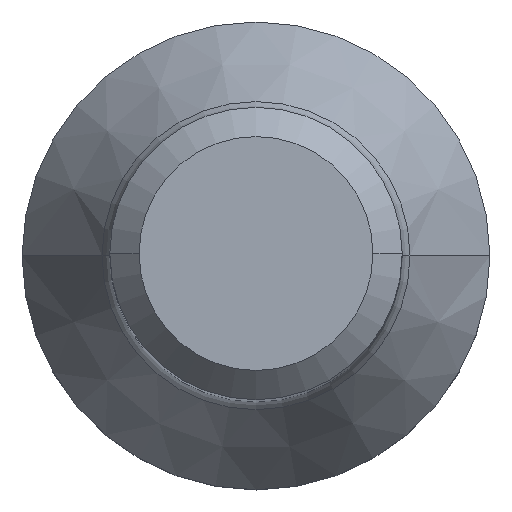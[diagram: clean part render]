
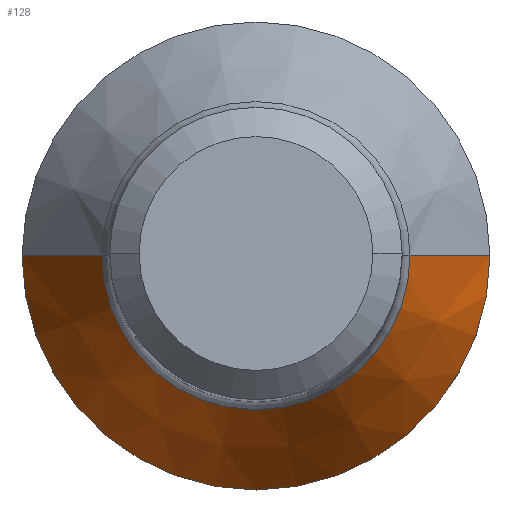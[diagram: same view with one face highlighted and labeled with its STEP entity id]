
A CAD part, top view. The second image highlights one B-rep face of the part: STEP entity #128.
In plain terms, the highlighted conical face has half-angle 30 degrees and reference radius 3.317 mm.
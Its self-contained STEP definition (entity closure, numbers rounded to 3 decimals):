
#74=CONICAL_SURFACE('',#516,3.317,30.);
#81=LINE('',#730,#103);
#82=LINE('',#734,#104);
#103=VECTOR('',#595,1.);
#104=VECTOR('',#598,1.);
#128=ADVANCED_FACE('',(#158),#74,.T.);
#158=FACE_OUTER_BOUND('',#185,.T.);
#185=EDGE_LOOP('',(#233,#234,#235,#236));
#233=ORIENTED_EDGE('',*,*,#395,.F.);
#234=ORIENTED_EDGE('',*,*,#396,.F.);
#235=ORIENTED_EDGE('',*,*,#393,.T.);
#236=ORIENTED_EDGE('',*,*,#397,.F.);
#345=VERTEX_POINT('',#725);
#346=VERTEX_POINT('',#727);
#347=VERTEX_POINT('',#731);
#348=VERTEX_POINT('',#733);
#393=EDGE_CURVE('',#347,#346,#81,.T.);
#395=EDGE_CURVE('',#348,#345,#82,.T.);
#396=EDGE_CURVE('',#347,#348,#456,.T.);
#397=EDGE_CURVE('',#345,#346,#457,.T.);
#456=CIRCLE('',#514,4.);
#457=CIRCLE('',#515,2.634);
#514=AXIS2_PLACEMENT_3D('',#736,#601,#602);
#515=AXIS2_PLACEMENT_3D('',#737,#603,#604);
#516=AXIS2_PLACEMENT_3D('',#738,#605,#606);
#595=DIRECTION('',(-0.5,0.,0.866));
#598=DIRECTION('',(0.5,0.,0.866));
#601=DIRECTION('',(0.,0.,-1.));
#602=DIRECTION('',(1.,0.,0.));
#603=DIRECTION('',(0.,0.,1.));
#604=DIRECTION('',(-1.,0.,0.));
#605=DIRECTION('',(0.,0.,-1.));
#606=DIRECTION('',(-1.,0.,0.));
#725=CARTESIAN_POINT('',(-2.634,0.,4.966));
#727=CARTESIAN_POINT('',(2.634,0.,4.966));
#730=CARTESIAN_POINT('',(2.634,0.,4.966));
#731=CARTESIAN_POINT('',(4.,0.,2.6));
#733=CARTESIAN_POINT('',(-4.,0.,2.6));
#734=CARTESIAN_POINT('',(-2.634,0.,4.966));
#736=CARTESIAN_POINT('',(0.,0.,2.6));
#737=CARTESIAN_POINT('',(0.,0.,4.966));
#738=CARTESIAN_POINT('',(0.,0.,3.783));
